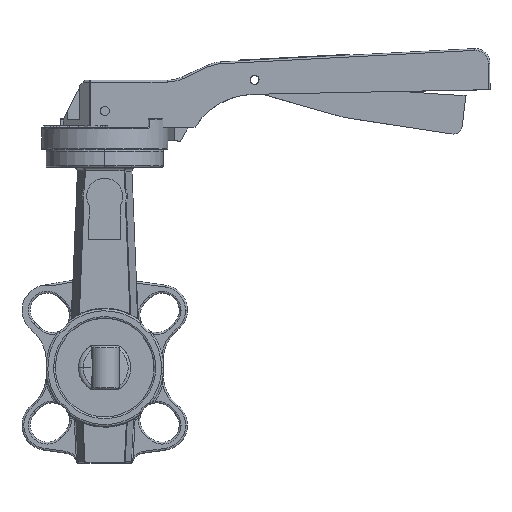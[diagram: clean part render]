
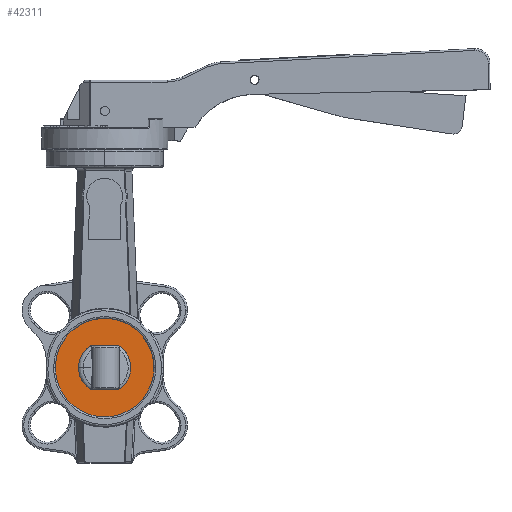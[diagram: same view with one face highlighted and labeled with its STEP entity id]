
A CAD part, top view. The second image highlights one B-rep face of the part: STEP entity #42311.
In plain terms, the highlighted planar face has unit normal (0, 0, 1).
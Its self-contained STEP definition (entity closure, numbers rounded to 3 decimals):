
#2001 = PLANE ( 'NONE',  #44326 ) ;
#2002 = CARTESIAN_POINT ( 'NONE',  ( -7.914, -12.15, 18.6 ) ) ;
#2326 = DIRECTION ( 'NONE',  ( 0., 0., 1. ) ) ;
#2620 = EDGE_LOOP ( 'NONE', ( #19373, #37054, #15685, #31464, #3663 ) ) ;
#2626 = CARTESIAN_POINT ( 'NONE',  ( 0., 0., 18.6 ) ) ;
#2897 = CIRCLE ( 'NONE', #33433, 14.5 ) ;
#3663 = ORIENTED_EDGE ( 'NONE', *, *, #26037, .T. ) ;
#4376 = ORIENTED_EDGE ( 'NONE', *, *, #14580, .F. ) ;
#4631 = DIRECTION ( 'NONE',  ( 1., 0., 0. ) ) ;
#5354 = LINE ( 'NONE', #11364, #9987 ) ;
#5472 = DIRECTION ( 'NONE',  ( 0., 0., -1. ) ) ;
#5548 = CARTESIAN_POINT ( 'NONE',  ( 0., 0., 18.6 ) ) ;
#7644 = AXIS2_PLACEMENT_3D ( 'NONE', #14270, #39943, #47155 ) ;
#8427 = CIRCLE ( 'NONE', #7644, 27.3 ) ;
#8528 = VERTEX_POINT ( 'NONE', #36980 ) ;
#9865 = DIRECTION ( 'NONE',  ( 1., 0., 0. ) ) ;
#9987 = VECTOR ( 'NONE', #22450, 1000. ) ;
#10036 = DIRECTION ( 'NONE',  ( 0., 0., -1. ) ) ;
#11361 = CARTESIAN_POINT ( 'NONE',  ( 7.914, -12.15, 18.6 ) ) ;
#11364 = CARTESIAN_POINT ( 'NONE',  ( 0., -12.15, 18.6 ) ) ;
#12336 = AXIS2_PLACEMENT_3D ( 'NONE', #20873, #32154, #46535 ) ;
#13110 = VERTEX_POINT ( 'NONE', #16042 ) ;
#14270 = CARTESIAN_POINT ( 'NONE',  ( 0., 0., 18.6 ) ) ;
#14580 = EDGE_CURVE ( 'NONE', #8528, #44166, #35676, .T. ) ;
#14935 = EDGE_CURVE ( 'NONE', #13110, #34334, #2897, .T. ) ;
#15685 = ORIENTED_EDGE ( 'NONE', *, *, #23586, .T. ) ;
#16042 = CARTESIAN_POINT ( 'NONE',  ( 14.5, 0., 18.6 ) ) ;
#18355 = EDGE_CURVE ( 'NONE', #22928, #13110, #43555, .T. ) ;
#19307 = CARTESIAN_POINT ( 'NONE',  ( 7.914, 12.15, 18.6 ) ) ;
#19373 = ORIENTED_EDGE ( 'NONE', *, *, #18355, .T. ) ;
#19415 = CARTESIAN_POINT ( 'NONE',  ( 0., 12.15, 18.6 ) ) ;
#20330 = DIRECTION ( 'NONE',  ( -1., 0., 0. ) ) ;
#20873 = CARTESIAN_POINT ( 'NONE',  ( 0., 0., 18.6 ) ) ;
#22450 = DIRECTION ( 'NONE',  ( -1., 0., 0. ) ) ;
#22928 = VERTEX_POINT ( 'NONE', #19307 ) ;
#23586 = EDGE_CURVE ( 'NONE', #34334, #29352, #5354, .T. ) ;
#25931 = LINE ( 'NONE', #19415, #44871 ) ;
#26037 = EDGE_CURVE ( 'NONE', #44116, #22928, #25931, .T. ) ;
#26555 = AXIS2_PLACEMENT_3D ( 'NONE', #41236, #26660, #4631 ) ;
#26660 = DIRECTION ( 'NONE',  ( 0., 0., -1. ) ) ;
#26853 = CARTESIAN_POINT ( 'NONE',  ( 0., 0., 18.6 ) ) ;
#27178 = DIRECTION ( 'NONE',  ( 1., 0., 0. ) ) ;
#28920 = CARTESIAN_POINT ( 'NONE',  ( 27.3, 0., 18.6 ) ) ;
#29352 = VERTEX_POINT ( 'NONE', #2002 ) ;
#30420 = DIRECTION ( 'NONE',  ( 1., 0., 0. ) ) ;
#30749 = FACE_BOUND ( 'NONE', #2620, .T. ) ;
#31259 = CIRCLE ( 'NONE', #26555, 14.5 ) ;
#31464 = ORIENTED_EDGE ( 'NONE', *, *, #45090, .T. ) ;
#31795 = CARTESIAN_POINT ( 'NONE',  ( -7.914, 12.15, 18.6 ) ) ;
#32154 = DIRECTION ( 'NONE',  ( 0., 0., -1. ) ) ;
#33433 = AXIS2_PLACEMENT_3D ( 'NONE', #26853, #5472, #27178 ) ;
#34334 = VERTEX_POINT ( 'NONE', #11361 ) ;
#34468 = ORIENTED_EDGE ( 'NONE', *, *, #39726, .F. ) ;
#35676 = CIRCLE ( 'NONE', #38323, 27.3 ) ;
#36980 = CARTESIAN_POINT ( 'NONE',  ( -27.3, 0., 18.6 ) ) ;
#37054 = ORIENTED_EDGE ( 'NONE', *, *, #14935, .T. ) ;
#38323 = AXIS2_PLACEMENT_3D ( 'NONE', #2626, #10036, #9865 ) ;
#39726 = EDGE_CURVE ( 'NONE', #44166, #8528, #8427, .T. ) ;
#39943 = DIRECTION ( 'NONE',  ( 0., 0., -1. ) ) ;
#40809 = EDGE_LOOP ( 'NONE', ( #34468, #4376 ) ) ;
#41236 = CARTESIAN_POINT ( 'NONE',  ( 0., 0., 18.6 ) ) ;
#42311 = ADVANCED_FACE ( 'NONE', ( #46732, #30749 ), #2001, .T. ) ;
#43555 = CIRCLE ( 'NONE', #12336, 14.5 ) ;
#44116 = VERTEX_POINT ( 'NONE', #31795 ) ;
#44166 = VERTEX_POINT ( 'NONE', #28920 ) ;
#44326 = AXIS2_PLACEMENT_3D ( 'NONE', #5548, #2326, #20330 ) ;
#44871 = VECTOR ( 'NONE', #30420, 1000. ) ;
#45090 = EDGE_CURVE ( 'NONE', #29352, #44116, #31259, .T. ) ;
#46535 = DIRECTION ( 'NONE',  ( 1., 0., 0. ) ) ;
#46732 = FACE_OUTER_BOUND ( 'NONE', #40809, .T. ) ;
#47155 = DIRECTION ( 'NONE',  ( 1., 0., 0. ) ) ;
